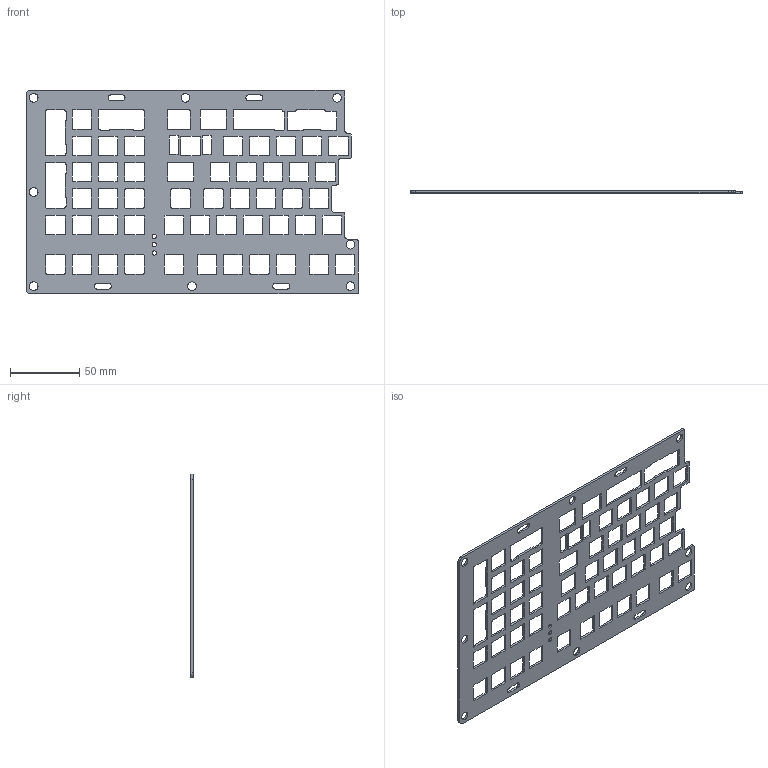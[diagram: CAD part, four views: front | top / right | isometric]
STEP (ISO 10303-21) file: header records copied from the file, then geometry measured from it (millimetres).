
FILE_DESCRIPTION (( 'STEP AP214' ), '1' );
FILE_NAME ('SP-111_Left_Mirrored_Plate.STEP', '2023-11-03T21:48:01', ( '' ), ( '' ), 'SwSTEP 2.0', 'SolidWorks 2019', '' );
FILE_SCHEMA (( 'AUTOMOTIVE_DESIGN' ));
Length unit declared in the file: millimetre
Products named in the file (1): SP-111_Left_Mirrored_Plate
Bounding box: 240.2 x 1.5 x 147.43 mm (x, y, z)
Volume: 31108.5 mm3; surface area: 48315 mm2
Topology: 1 solids, 1 shells, 594 faces, 1776 edges, 1184 vertices
Faces by surface type: cylinder 316, plane 278
Entity records: 20522 total; most frequent: DIRECTION 3598, CARTESIAN_POINT 3555, ORIENTED_EDGE 3552, EDGE_CURVE 1776, AXIS2_PLACEMENT_3D 1227, VERTEX_POINT 1184, LINE 1144, VECTOR 1144
